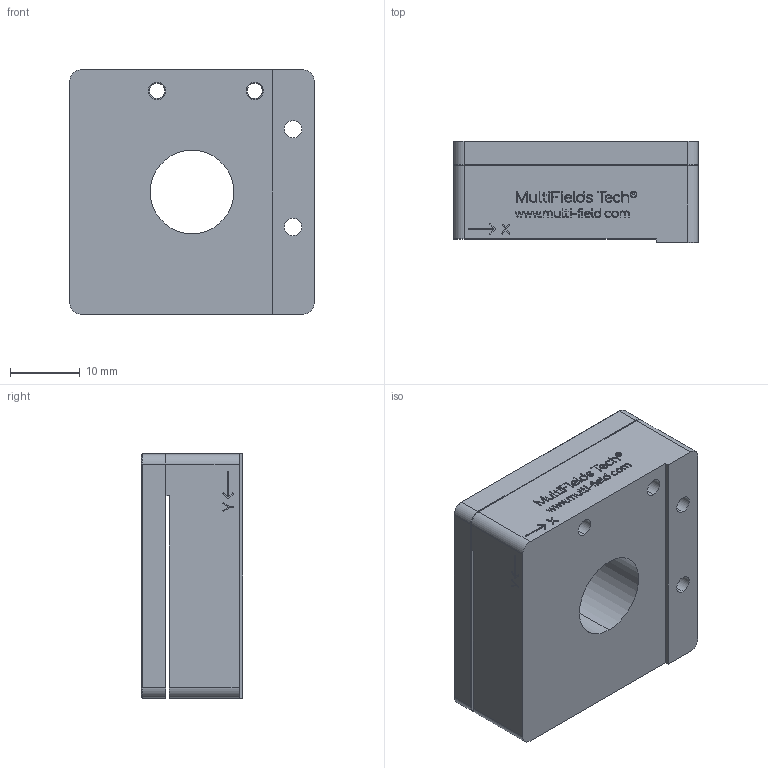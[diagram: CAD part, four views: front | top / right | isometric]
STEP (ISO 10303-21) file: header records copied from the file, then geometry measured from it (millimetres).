
FILE_DESCRIPTION (( 'STEP AP214' ), '1' );
FILE_NAME ('35xy_web.STEP', '2024-04-19T03:00:26', ( '' ), ( '' ), 'SwSTEP 2.0', 'SolidWorks 2020', '' );
FILE_SCHEMA (( 'AUTOMOTIVE_DESIGN' ));
Length unit declared in the file: millimetre
Products named in the file (1): 35xy_web
Bounding box: 35 x 14.5 x 35 mm (x, y, z)
Volume: 14674.3 mm3; surface area: 7428.6 mm2
Topology: 2 solids, 2 shells, 1485 faces, 4149 edges, 2738 vertices
Faces by surface type: bspline 1021, plane 332, cone 76, cylinder 56
Entity records: 70795 total; most frequent: CARTESIAN_POINT 23110, ORIENTED_EDGE 8298, EDGE_CURVE 4149, DIRECTION 3225, VERTEX_POINT 2738, B_SPLINE_CURVE_WITH_KNOTS 2042, LINE 1919, VECTOR 1919
